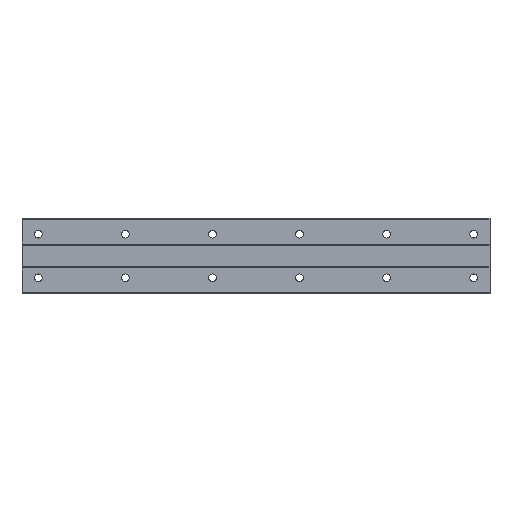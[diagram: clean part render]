
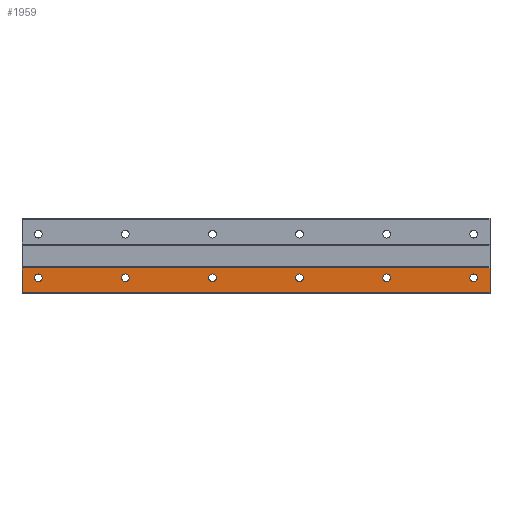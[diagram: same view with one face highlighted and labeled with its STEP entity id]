
A CAD part, front view. The second image highlights one B-rep face of the part: STEP entity #1959.
In plain terms, the highlighted planar face has unit normal (0, -1, 0).
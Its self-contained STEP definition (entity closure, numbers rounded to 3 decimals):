
#31 = DIRECTION ( 'NONE',  ( 0., 0., 1. ) ) ;
#56 = DIRECTION ( 'NONE',  ( 0., -1., 0. ) ) ;
#67 = CIRCLE ( 'NONE', #165, 3.5 ) ;
#91 = EDGE_CURVE ( 'NONE', #428, #2583, #1351, .T. ) ;
#96 = VERTEX_POINT ( 'NONE', #2823 ) ;
#135 = CARTESIAN_POINT ( 'NONE',  ( 80., 0., -20. ) ) ;
#165 = AXIS2_PLACEMENT_3D ( 'NONE', #2040, #56, #1844 ) ;
#273 = CARTESIAN_POINT ( 'NONE',  ( 240., 0., -20. ) ) ;
#274 = CARTESIAN_POINT ( 'NONE',  ( 415., 0., -11. ) ) ;
#282 = DIRECTION ( 'NONE',  ( 0., 0., 1. ) ) ;
#283 = VERTEX_POINT ( 'NONE', #410 ) ;
#309 = ORIENTED_EDGE ( 'NONE', *, *, #91, .F. ) ;
#311 = CARTESIAN_POINT ( 'NONE',  ( 320., 0., -20. ) ) ;
#328 = CARTESIAN_POINT ( 'NONE',  ( 415., 0., -11. ) ) ;
#340 = AXIS2_PLACEMENT_3D ( 'NONE', #274, #2567, #2098 ) ;
#346 = AXIS2_PLACEMENT_3D ( 'NONE', #405, #1321, #1100 ) ;
#384 = VERTEX_POINT ( 'NONE', #714 ) ;
#397 = CIRCLE ( 'NONE', #2464, 3.5 ) ;
#405 = CARTESIAN_POINT ( 'NONE',  ( 0., 0., -20. ) ) ;
#410 = CARTESIAN_POINT ( 'NONE',  ( 320., 0., -23.5 ) ) ;
#428 = VERTEX_POINT ( 'NONE', #468 ) ;
#441 = DIRECTION ( 'NONE',  ( 0., 0., 1. ) ) ;
#468 = CARTESIAN_POINT ( 'NONE',  ( 400., 0., -16.5 ) ) ;
#550 = VERTEX_POINT ( 'NONE', #761 ) ;
#582 = CIRCLE ( 'NONE', #2646, 3.5 ) ;
#602 = CARTESIAN_POINT ( 'NONE',  ( -15., 0., -33.5 ) ) ;
#630 = CIRCLE ( 'NONE', #346, 3.5 ) ;
#631 = ORIENTED_EDGE ( 'NONE', *, *, #973, .F. ) ;
#708 = EDGE_CURVE ( 'NONE', #2872, #844, #2264, .T. ) ;
#711 = EDGE_CURVE ( 'NONE', #2742, #2372, #2952, .T. ) ;
#714 = CARTESIAN_POINT ( 'NONE',  ( 415., 0., -11. ) ) ;
#723 = DIRECTION ( 'NONE',  ( 0., -1., 0. ) ) ;
#730 = FACE_BOUND ( 'NONE', #2022, .T. ) ;
#735 = DIRECTION ( 'NONE',  ( 0., -1., 0. ) ) ;
#743 = EDGE_CURVE ( 'NONE', #2583, #428, #67, .T. ) ;
#752 = CARTESIAN_POINT ( 'NONE',  ( 80., 0., -20. ) ) ;
#761 = CARTESIAN_POINT ( 'NONE',  ( 160., 0., -16.5 ) ) ;
#772 = VERTEX_POINT ( 'NONE', #2731 ) ;
#774 = CIRCLE ( 'NONE', #820, 3.5 ) ;
#820 = AXIS2_PLACEMENT_3D ( 'NONE', #135, #1033, #2862 ) ;
#832 = VERTEX_POINT ( 'NONE', #2182 ) ;
#844 = VERTEX_POINT ( 'NONE', #1471 ) ;
#864 = ORIENTED_EDGE ( 'NONE', *, *, #920, .F. ) ;
#870 = AXIS2_PLACEMENT_3D ( 'NONE', #1077, #2194, #1786 ) ;
#874 = DIRECTION ( 'NONE',  ( -1., 0., 0. ) ) ;
#878 = EDGE_CURVE ( 'NONE', #1759, #832, #774, .T. ) ;
#885 = CARTESIAN_POINT ( 'NONE',  ( 0., 0., -20. ) ) ;
#890 = CARTESIAN_POINT ( 'NONE',  ( 0., 0., -23.5 ) ) ;
#894 = EDGE_CURVE ( 'NONE', #384, #2425, #1677, .T. ) ;
#909 = CARTESIAN_POINT ( 'NONE',  ( -15., 0., -11. ) ) ;
#920 = EDGE_CURVE ( 'NONE', #772, #283, #2695, .T. ) ;
#973 = EDGE_CURVE ( 'NONE', #844, #2872, #2927, .T. ) ;
#984 = ORIENTED_EDGE ( 'NONE', *, *, #743, .F. ) ;
#1033 = DIRECTION ( 'NONE',  ( 0., -1., 0. ) ) ;
#1034 = EDGE_CURVE ( 'NONE', #550, #96, #1640, .T. ) ;
#1056 = AXIS2_PLACEMENT_3D ( 'NONE', #1248, #735, #2614 ) ;
#1058 = EDGE_LOOP ( 'NONE', ( #864, #1338 ) ) ;
#1077 = CARTESIAN_POINT ( 'NONE',  ( 160., 0., -20. ) ) ;
#1082 = DIRECTION ( 'NONE',  ( 0., 0., 1. ) ) ;
#1083 = LINE ( 'NONE', #1754, #1442 ) ;
#1086 = CARTESIAN_POINT ( 'NONE',  ( -15., 0., -11. ) ) ;
#1100 = DIRECTION ( 'NONE',  ( 0., 0., 1. ) ) ;
#1133 = ORIENTED_EDGE ( 'NONE', *, *, #1403, .F. ) ;
#1137 = DIRECTION ( 'NONE',  ( 0., -1., 0. ) ) ;
#1152 = VECTOR ( 'NONE', #1813, 1000. ) ;
#1213 = EDGE_LOOP ( 'NONE', ( #631, #1922 ) ) ;
#1248 = CARTESIAN_POINT ( 'NONE',  ( 400., 0., -20. ) ) ;
#1261 = ORIENTED_EDGE ( 'NONE', *, *, #2739, .F. ) ;
#1303 = AXIS2_PLACEMENT_3D ( 'NONE', #885, #1804, #441 ) ;
#1316 = CARTESIAN_POINT ( 'NONE',  ( 80., 0., -23.5 ) ) ;
#1321 = DIRECTION ( 'NONE',  ( 0., -1., 0. ) ) ;
#1338 = ORIENTED_EDGE ( 'NONE', *, *, #2554, .F. ) ;
#1341 = EDGE_CURVE ( 'NONE', #832, #1759, #2403, .T. ) ;
#1351 = CIRCLE ( 'NONE', #1056, 3.5 ) ;
#1356 = ORIENTED_EDGE ( 'NONE', *, *, #894, .F. ) ;
#1359 = AXIS2_PLACEMENT_3D ( 'NONE', #273, #1137, #31 ) ;
#1382 = EDGE_LOOP ( 'NONE', ( #2945, #1356, #1133, #1999 ) ) ;
#1401 = VECTOR ( 'NONE', #1440, 1000. ) ;
#1403 = EDGE_CURVE ( 'NONE', #2372, #384, #1083, .T. ) ;
#1440 = DIRECTION ( 'NONE',  ( 0., 0., -1. ) ) ;
#1442 = VECTOR ( 'NONE', #2666, 1000. ) ;
#1470 = CARTESIAN_POINT ( 'NONE',  ( 0., 0., -16.5 ) ) ;
#1471 = CARTESIAN_POINT ( 'NONE',  ( 240., 0., -16.5 ) ) ;
#1516 = ORIENTED_EDGE ( 'NONE', *, *, #878, .F. ) ;
#1544 = EDGE_CURVE ( 'NONE', #2425, #2742, #2330, .T. ) ;
#1568 = DIRECTION ( 'NONE',  ( 0., -1., 0. ) ) ;
#1599 = FACE_BOUND ( 'NONE', #2723, .T. ) ;
#1640 = CIRCLE ( 'NONE', #870, 3.5 ) ;
#1652 = PLANE ( 'NONE',  #340 ) ;
#1659 = CARTESIAN_POINT ( 'NONE',  ( 415., 0., -33.5 ) ) ;
#1677 = LINE ( 'NONE', #328, #1401 ) ;
#1754 = CARTESIAN_POINT ( 'NONE',  ( 415., 0., -11. ) ) ;
#1759 = VERTEX_POINT ( 'NONE', #1316 ) ;
#1786 = DIRECTION ( 'NONE',  ( 0., 0., 1. ) ) ;
#1804 = DIRECTION ( 'NONE',  ( 0., -1., 0. ) ) ;
#1805 = CARTESIAN_POINT ( 'NONE',  ( 415., 0., -33.5 ) ) ;
#1813 = DIRECTION ( 'NONE',  ( 0., 0., 1. ) ) ;
#1817 = FACE_BOUND ( 'NONE', #1058, .T. ) ;
#1818 = CARTESIAN_POINT ( 'NONE',  ( 240., 0., -23.5 ) ) ;
#1830 = AXIS2_PLACEMENT_3D ( 'NONE', #2358, #2834, #2609 ) ;
#1844 = DIRECTION ( 'NONE',  ( 0., 0., 1. ) ) ;
#1854 = EDGE_CURVE ( 'NONE', #2326, #2262, #2544, .T. ) ;
#1922 = ORIENTED_EDGE ( 'NONE', *, *, #708, .F. ) ;
#1959 = ADVANCED_FACE ( 'NONE', ( #2818, #1599, #2361, #1817, #2290, #730, #2134 ), #1652, .F. ) ;
#1999 = ORIENTED_EDGE ( 'NONE', *, *, #711, .F. ) ;
#2022 = EDGE_LOOP ( 'NONE', ( #2549, #1261 ) ) ;
#2036 = EDGE_LOOP ( 'NONE', ( #309, #984 ) ) ;
#2040 = CARTESIAN_POINT ( 'NONE',  ( 400., 0., -20. ) ) ;
#2061 = VECTOR ( 'NONE', #874, 1000. ) ;
#2098 = DIRECTION ( 'NONE',  ( 0., 0., 1. ) ) ;
#2134 = FACE_BOUND ( 'NONE', #2204, .T. ) ;
#2140 = DIRECTION ( 'NONE',  ( 0., 0., 1. ) ) ;
#2170 = AXIS2_PLACEMENT_3D ( 'NONE', #2670, #2424, #2891 ) ;
#2182 = CARTESIAN_POINT ( 'NONE',  ( 80., 0., -16.5 ) ) ;
#2194 = DIRECTION ( 'NONE',  ( 0., -1., 0. ) ) ;
#2204 = EDGE_LOOP ( 'NONE', ( #2847, #1516 ) ) ;
#2205 = ORIENTED_EDGE ( 'NONE', *, *, #1854, .F. ) ;
#2262 = VERTEX_POINT ( 'NONE', #1470 ) ;
#2264 = CIRCLE ( 'NONE', #1359, 3.5 ) ;
#2290 = FACE_BOUND ( 'NONE', #1213, .T. ) ;
#2306 = AXIS2_PLACEMENT_3D ( 'NONE', #752, #723, #282 ) ;
#2326 = VERTEX_POINT ( 'NONE', #890 ) ;
#2330 = LINE ( 'NONE', #1805, #2061 ) ;
#2358 = CARTESIAN_POINT ( 'NONE',  ( 320., 0., -20. ) ) ;
#2361 = FACE_BOUND ( 'NONE', #2036, .T. ) ;
#2372 = VERTEX_POINT ( 'NONE', #1086 ) ;
#2390 = EDGE_CURVE ( 'NONE', #2262, #2326, #630, .T. ) ;
#2403 = CIRCLE ( 'NONE', #2306, 3.5 ) ;
#2424 = DIRECTION ( 'NONE',  ( 0., -1., 0. ) ) ;
#2425 = VERTEX_POINT ( 'NONE', #1659 ) ;
#2459 = CARTESIAN_POINT ( 'NONE',  ( 160., 0., -20. ) ) ;
#2464 = AXIS2_PLACEMENT_3D ( 'NONE', #311, #2603, #2140 ) ;
#2544 = CIRCLE ( 'NONE', #1303, 3.5 ) ;
#2549 = ORIENTED_EDGE ( 'NONE', *, *, #1034, .F. ) ;
#2554 = EDGE_CURVE ( 'NONE', #283, #772, #397, .T. ) ;
#2567 = DIRECTION ( 'NONE',  ( 0., 1., 0. ) ) ;
#2583 = VERTEX_POINT ( 'NONE', #2868 ) ;
#2603 = DIRECTION ( 'NONE',  ( 0., -1., 0. ) ) ;
#2609 = DIRECTION ( 'NONE',  ( 0., 0., 1. ) ) ;
#2614 = DIRECTION ( 'NONE',  ( 0., 0., 1. ) ) ;
#2646 = AXIS2_PLACEMENT_3D ( 'NONE', #2459, #1568, #1082 ) ;
#2666 = DIRECTION ( 'NONE',  ( 1., 0., 0. ) ) ;
#2670 = CARTESIAN_POINT ( 'NONE',  ( 240., 0., -20. ) ) ;
#2695 = CIRCLE ( 'NONE', #1830, 3.5 ) ;
#2723 = EDGE_LOOP ( 'NONE', ( #2865, #2205 ) ) ;
#2731 = CARTESIAN_POINT ( 'NONE',  ( 320., 0., -16.5 ) ) ;
#2739 = EDGE_CURVE ( 'NONE', #96, #550, #582, .T. ) ;
#2742 = VERTEX_POINT ( 'NONE', #602 ) ;
#2818 = FACE_OUTER_BOUND ( 'NONE', #1382, .T. ) ;
#2823 = CARTESIAN_POINT ( 'NONE',  ( 160., 0., -23.5 ) ) ;
#2834 = DIRECTION ( 'NONE',  ( 0., -1., 0. ) ) ;
#2847 = ORIENTED_EDGE ( 'NONE', *, *, #1341, .F. ) ;
#2862 = DIRECTION ( 'NONE',  ( 0., 0., 1. ) ) ;
#2865 = ORIENTED_EDGE ( 'NONE', *, *, #2390, .F. ) ;
#2868 = CARTESIAN_POINT ( 'NONE',  ( 400., 0., -23.5 ) ) ;
#2872 = VERTEX_POINT ( 'NONE', #1818 ) ;
#2891 = DIRECTION ( 'NONE',  ( 0., 0., 1. ) ) ;
#2927 = CIRCLE ( 'NONE', #2170, 3.5 ) ;
#2945 = ORIENTED_EDGE ( 'NONE', *, *, #1544, .F. ) ;
#2952 = LINE ( 'NONE', #909, #1152 ) ;
